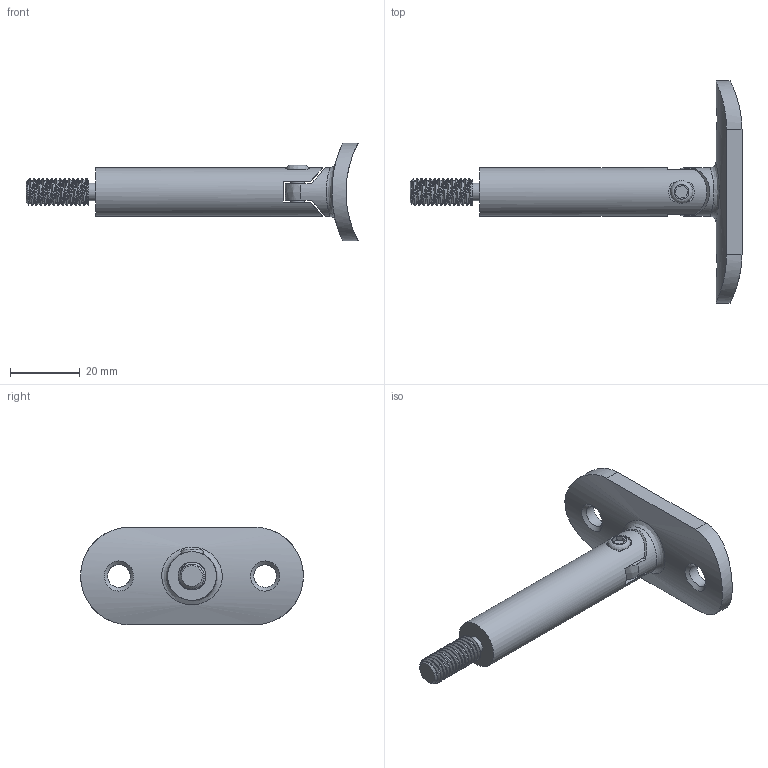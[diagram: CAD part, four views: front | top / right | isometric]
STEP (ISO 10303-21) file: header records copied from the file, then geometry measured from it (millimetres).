
FILE_DESCRIPTION(/* description */ (''),/* implementation_level */ '2;1');
FILE_NAME(/* name */ 'Rohtstuetze_X179.stp',/* time_stamp */ '2017-07-27T22:34:52+02:00',/* author */ (''),/* organization */ (''),/* preprocessor_version */ 'ST-DEVELOPER v16',/* originating_system */ 'SIEMENS PLM Software NX 11.0',/* authorisation */ '');
FILE_SCHEMA (('AUTOMOTIVE_DESIGN { 1 0 10303 214 3 1 1 1 }'));
Length unit declared in the file: millimetre
Products named in the file (1): Goge2304B54Ernsd
Bounding box: 95.37 x 64 x 28 mm (x, y, z)
Volume: 17518.5 mm3; surface area: 8549.3 mm2
Topology: 3 solids, 3 shells, 52 faces, 121 edges, 80 vertices
Faces by surface type: plane 27, cylinder 15, bspline 8, cone 2
Full cylindrical faces by diameter (mm): 4 x2, 5 x1, 6.5 x2, 14 x2
Entity records: 8518 total; most frequent: CARTESIAN_POINT 7451, ORIENTED_EDGE 198, DIRECTION 182, EDGE_CURVE 99, EDGE_LOOP 75, VERTEX_POINT 72, AXIS2_PLACEMENT_3D 68, ADVANCED_FACE 51
